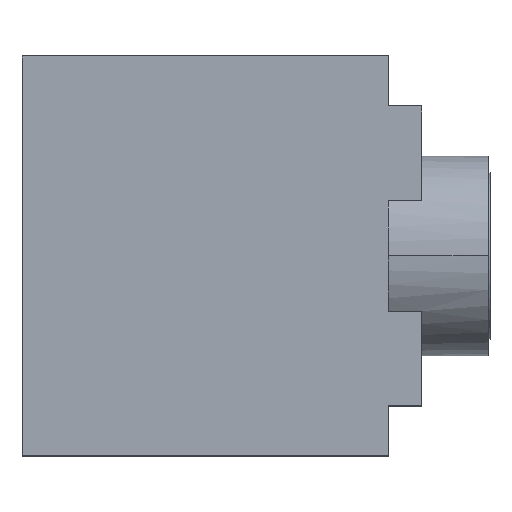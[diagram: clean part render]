
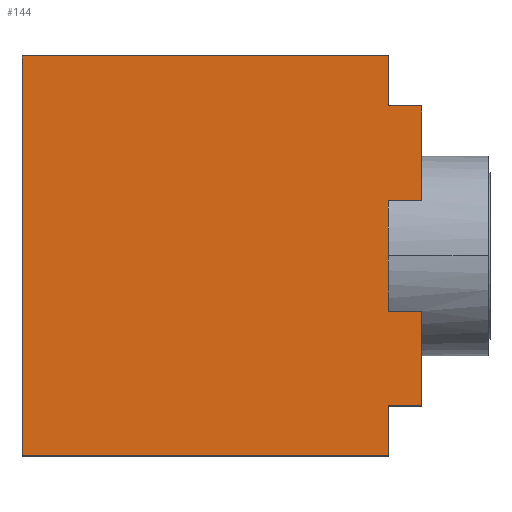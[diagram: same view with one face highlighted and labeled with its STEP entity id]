
A CAD part, top view. The second image highlights one B-rep face of the part: STEP entity #144.
In plain terms, the highlighted planar face has unit normal (0, 0, 1).
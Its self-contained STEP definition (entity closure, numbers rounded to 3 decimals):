
#144=ADVANCED_FACE('NONE',(#327),#328,.F.);
#327=FACE_OUTER_BOUND('',#553,.T.);
#328=PLANE('',#554);
#553=EDGE_LOOP('',(#876,#877,#878,#879,#880,#881,#882,#883,#884,#885,#886,#887));
#554=AXIS2_PLACEMENT_3D('',#888,#889,#890);
#876=ORIENTED_EDGE('',*,*,#1372,.T.);
#877=ORIENTED_EDGE('',*,*,#1373,.T.);
#878=ORIENTED_EDGE('',*,*,#1364,.F.);
#879=ORIENTED_EDGE('',*,*,#1374,.F.);
#880=ORIENTED_EDGE('',*,*,#1375,.F.);
#881=ORIENTED_EDGE('',*,*,#1368,.T.);
#882=ORIENTED_EDGE('',*,*,#1376,.F.);
#883=ORIENTED_EDGE('',*,*,#1305,.T.);
#884=ORIENTED_EDGE('',*,*,#1377,.F.);
#885=ORIENTED_EDGE('',*,*,#1378,.T.);
#886=ORIENTED_EDGE('',*,*,#1361,.F.);
#887=ORIENTED_EDGE('',*,*,#1379,.F.);
#888=CARTESIAN_POINT('',(-3.0,6.0,2.5));
#889=DIRECTION('',(0.,0.0,-1.0));
#890=DIRECTION('',(-1.0,0.0,0.));
#1305=EDGE_CURVE('NONE',#1557,#1555,#1558,.T.);
#1361=EDGE_CURVE('NONE',#1649,#1647,#1651,.T.);
#1364=EDGE_CURVE('NONE',#1653,#1655,#1656,.T.);
#1368=EDGE_CURVE('NONE',#1661,#1659,#1662,.T.);
#1372=EDGE_CURVE('NONE',#1666,#1667,#1668,.T.);
#1373=EDGE_CURVE('NONE',#1667,#1655,#1669,.T.);
#1374=EDGE_CURVE('NONE',#1670,#1653,#1671,.T.);
#1375=EDGE_CURVE('NONE',#1661,#1670,#1672,.T.);
#1376=EDGE_CURVE('NONE',#1557,#1659,#1673,.T.);
#1377=EDGE_CURVE('NONE',#1674,#1555,#1675,.T.);
#1378=EDGE_CURVE('NONE',#1674,#1647,#1676,.T.);
#1379=EDGE_CURVE('NONE',#1666,#1649,#1677,.T.);
#1555=VERTEX_POINT('NONE',#1889);
#1557=VERTEX_POINT('NONE',#1891);
#1558=LINE('',#1892,#1893);
#1647=VERTEX_POINT('NONE',#2012);
#1649=VERTEX_POINT('NONE',#2015);
#1651=LINE('',#2018,#2019);
#1653=VERTEX_POINT('NONE',#2021);
#1655=VERTEX_POINT('NONE',#2024);
#1656=LINE('',#2025,#2026);
#1659=VERTEX_POINT('NONE',#2030);
#1661=VERTEX_POINT('NONE',#2032);
#1662=LINE('',#2033,#2034);
#1666=VERTEX_POINT('NONE',#2038);
#1667=VERTEX_POINT('NONE',#2039);
#1668=LINE('',#2040,#2041);
#1669=LINE('',#2042,#2043);
#1670=VERTEX_POINT('NONE',#2044);
#1671=LINE('',#2045,#2046);
#1672=LINE('',#2047,#2048);
#1673=LINE('',#2049,#2050);
#1674=VERTEX_POINT('NONE',#2051);
#1675=LINE('',#2052,#2053);
#1676=LINE('',#2054,#2055);
#1677=LINE('',#2056,#2057);
#1889=CARTESIAN_POINT('',(-2.0,1.658,2.5));
#1891=CARTESIAN_POINT('',(-3.0,1.658,2.5));
#1892=CARTESIAN_POINT('',(8.485,1.658,2.5));
#1893=VECTOR('',#2289,1000.0);
#2012=CARTESIAN_POINT('',(-3.0,4.5,2.5));
#2015=CARTESIAN_POINT('',(-3.0,6.0,2.5));
#2018=CARTESIAN_POINT('',(-3.0,6.0,2.5));
#2019=VECTOR('',#2370,1000.0);
#2021=CARTESIAN_POINT('',(-3.0,-4.5,2.5));
#2024=CARTESIAN_POINT('',(-3.0,-6.0,2.5));
#2025=CARTESIAN_POINT('',(-3.0,6.0,2.5));
#2026=VECTOR('',#2372,1000.0);
#2030=CARTESIAN_POINT('',(-3.0,-1.658,2.5));
#2032=CARTESIAN_POINT('',(-2.0,-1.658,2.5));
#2033=CARTESIAN_POINT('',(8.485,-1.658,2.5));
#2034=VECTOR('',#2377,1000.0);
#2038=CARTESIAN_POINT('',(-14.0,6.0,2.5));
#2039=CARTESIAN_POINT('',(-14.0,-6.0,2.5));
#2040=CARTESIAN_POINT('',(-14.0,6.0,2.5));
#2041=VECTOR('',#2384,1000.0);
#2042=CARTESIAN_POINT('',(-3.0,-6.0,2.5));
#2043=VECTOR('',#2385,1000.0);
#2044=CARTESIAN_POINT('',(-2.0,-4.5,2.5));
#2045=CARTESIAN_POINT('',(-2.0,-4.5,2.5));
#2046=VECTOR('',#2386,1000.0);
#2047=CARTESIAN_POINT('',(-2.0,4.5,2.5));
#2048=VECTOR('',#2387,1000.0);
#2049=CARTESIAN_POINT('',(-3.0,6.0,2.5));
#2050=VECTOR('',#2388,1000.0);
#2051=CARTESIAN_POINT('',(-2.0,4.5,2.5));
#2052=CARTESIAN_POINT('',(-2.0,4.5,2.5));
#2053=VECTOR('',#2389,1000.0);
#2054=CARTESIAN_POINT('',(-2.0,4.5,2.5));
#2055=VECTOR('',#2390,1000.0);
#2056=CARTESIAN_POINT('',(-3.0,6.0,2.5));
#2057=VECTOR('',#2391,1000.0);
#2289=DIRECTION('',(1.0,0.0,0.0));
#2370=DIRECTION('',(-0.0,-1.0,-0.0));
#2372=DIRECTION('',(-0.0,-1.0,-0.0));
#2377=DIRECTION('',(-1.0,-0.0,-0.0));
#2384=DIRECTION('',(-0.0,-1.0,-0.0));
#2385=DIRECTION('',(1.0,-0.0,0.));
#2386=DIRECTION('',(-1.0,-0.0,0.));
#2387=DIRECTION('',(0.0,-1.0,0.));
#2388=DIRECTION('',(-0.0,-1.0,-0.0));
#2389=DIRECTION('',(0.0,-1.0,0.));
#2390=DIRECTION('',(-1.0,-0.0,0.));
#2391=DIRECTION('',(1.0,-0.0,0.));
